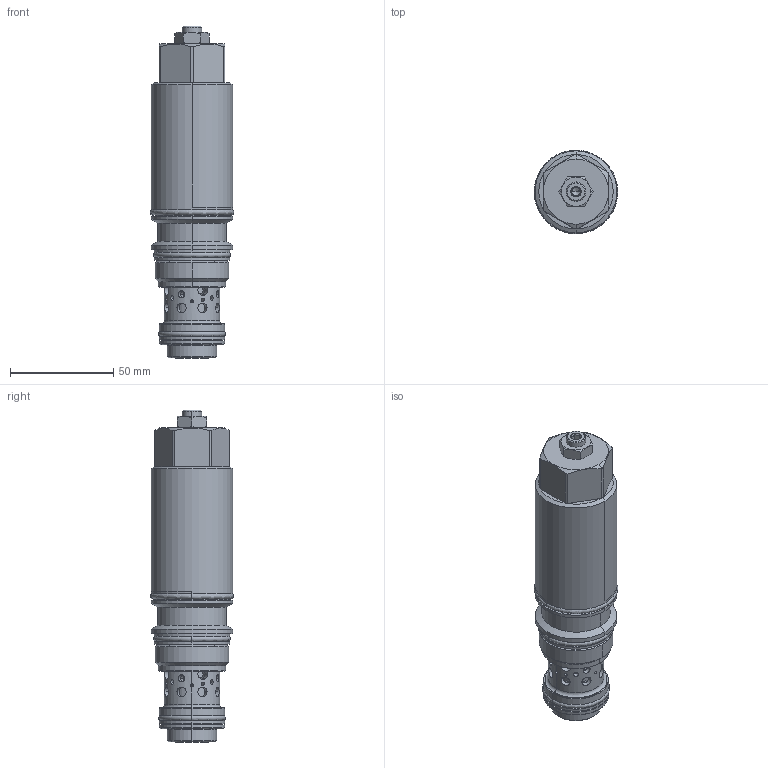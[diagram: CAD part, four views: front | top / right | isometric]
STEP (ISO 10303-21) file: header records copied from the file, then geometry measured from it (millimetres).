
FILE_DESCRIPTION((''),'2;1');
FILE_NAME('MBGA-LHN_PRT','2016-10-13T',('Administrator'),(''),'PRO/ENGINEER BY PARAMETRIC TECHNOLOGY CORPORATION, 2006240','PRO/ENGINEER BY PARAMETRIC TECHNOLOGY CORPORATION, 2006240','');
FILE_SCHEMA(('CONFIG_CONTROL_DESIGN'));
Products named in the file (1): MBGA-LHN_PRT
Bounding box: 40.36 x 40.35 x 160.7 mm (x, y, z)
Volume: 144288.2 mm3; surface area: 34801.6 mm2
Topology: 4 solids, 5 shells, 367 faces, 936 edges, 575 vertices
Faces by surface type: cylinder 180, plane 65, cone 62, torus 36, bspline 12, revolution 12
Entity records: 45158 total; most frequent: CARTESIAN_POINT 36436, ORIENTED_EDGE 1868, DIRECTION 1672, EDGE_CURVE 934, AXIS2_PLACEMENT_3D 685, VERTEX_POINT 575, EDGE_LOOP 475, FACE_OUTER_BOUND 367
